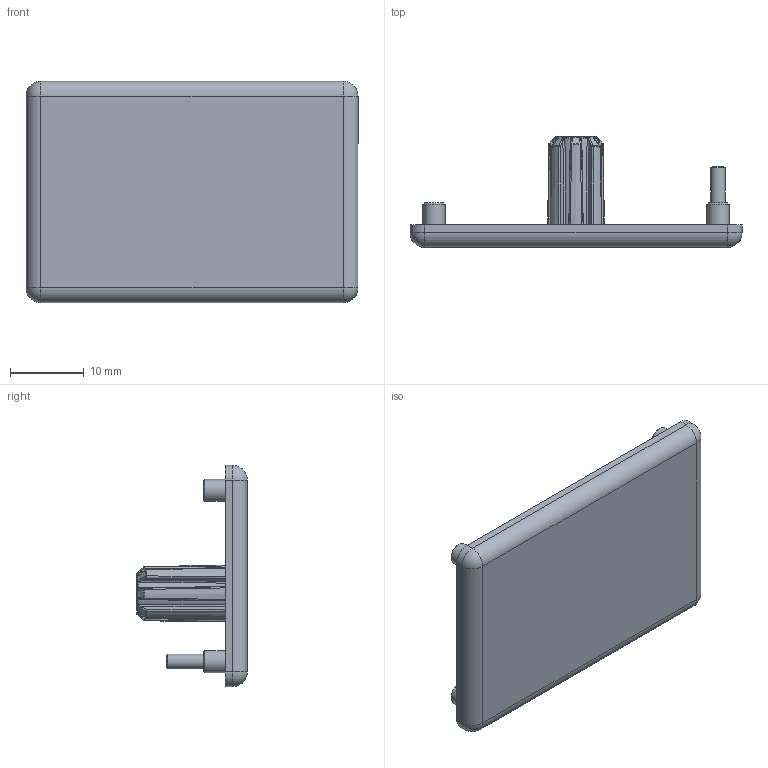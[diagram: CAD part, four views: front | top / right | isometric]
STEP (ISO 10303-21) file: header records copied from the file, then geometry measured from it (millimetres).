
FILE_DESCRIPTION (( 'STEP AP214' ), '1' );
FILE_NAME ('091370.STEP', '2015-04-23T09:20:25', ( 'Admin' ), ( 'Hewlett-Packard Company' ), 'SwSTEP 2.0', 'SolidWorks 2014', '' );
FILE_SCHEMA (( 'AUTOMOTIVE_DESIGN' ));
Length unit declared in the file: millimetre
Products named in the file (1): 091370
Bounding box: 45 x 15 x 30 mm (x, y, z)
Volume: 3830.6 mm3; surface area: 3765.2 mm2
Topology: 1 solids, 1 shells, 265 faces, 583 edges, 292 vertices
Faces by surface type: bspline 80, torus 43, plane 38, cylinder 37, sphere 36, cone 31
Full cylindrical faces by diameter (mm): 2 x1, 3 x4
Entity records: 8734 total; most frequent: CARTESIAN_POINT 3764, ORIENTED_EDGE 1042, DIRECTION 986, EDGE_CURVE 521, AXIS2_PLACEMENT_3D 455, EDGE_LOOP 296, VERTEX_POINT 289, FACE_OUTER_BOUND 277
